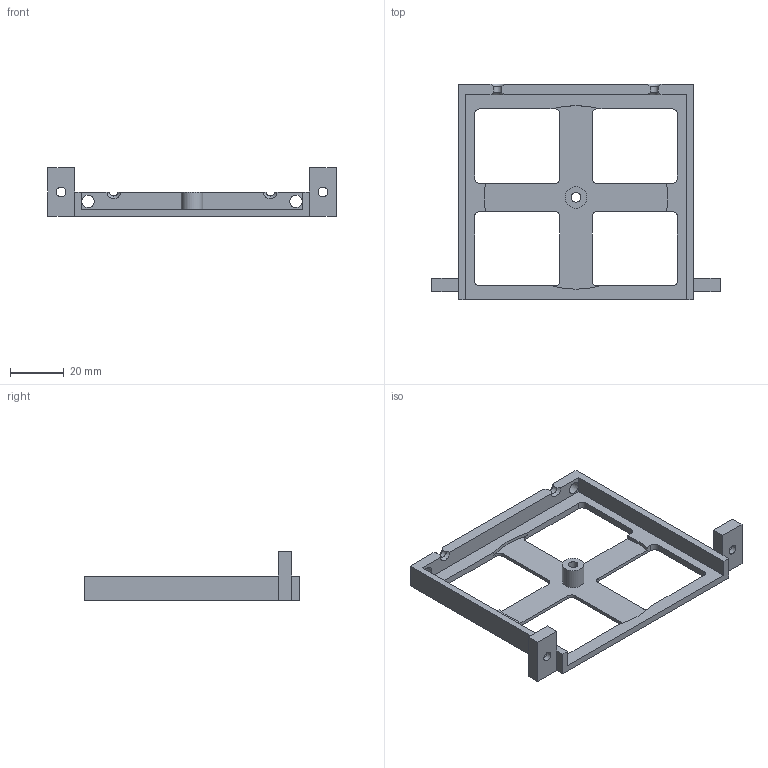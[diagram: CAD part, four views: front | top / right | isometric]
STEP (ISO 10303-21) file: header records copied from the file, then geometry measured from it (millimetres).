
FILE_DESCRIPTION(/* description */ (''),/* implementation_level */ '2;1');
FILE_NAME(/* name */ 'buffeer_mount_a_v2.step',/* time_stamp */ '2022-07-01T11:56:06-06:00',/* author */ (''),/* organization */ (''),/* preprocessor_version */ 'ST-DEVELOPER v19',/* originating_system */ 'Autodesk Translation Framework v11.7.0.108',/* authorisation */ '');
FILE_SCHEMA (('AUTOMOTIVE_DESIGN { 1 0 10303 214 3 1 1 }'));
Length unit declared in the file: millimetre
Products named in the file (1): buffeer_mount_a
Bounding box: 107 x 80 x 17.8 mm (x, y, z)
Volume: 13219.5 mm3; surface area: 13384.5 mm2
Topology: 1 solids, 1 shells, 80 faces, 227 edges, 150 vertices
Faces by surface type: plane 45, cylinder 31, cone 4
Full cylindrical faces by diameter (mm): 3.6 x3, 4.639 x2, 6.28 x3, 8 x1
Entity records: 2674 total; most frequent: CARTESIAN_POINT 458, DIRECTION 455, ORIENTED_EDGE 454, EDGE_CURVE 227, LINE 161, VECTOR 161, VERTEX_POINT 150, AXIS2_PLACEMENT_3D 147
